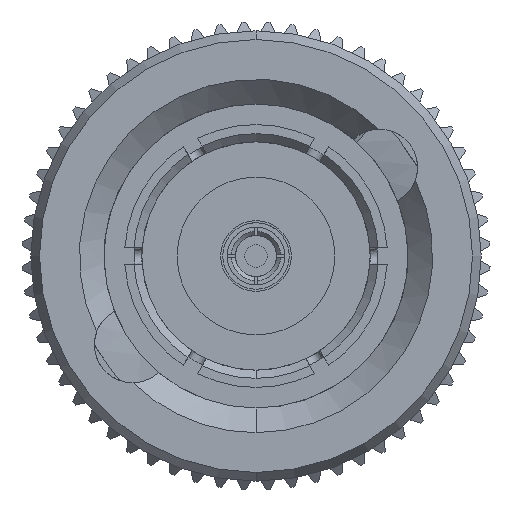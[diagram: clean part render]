
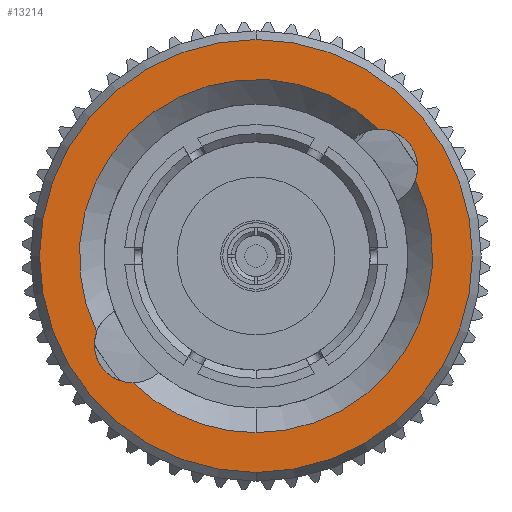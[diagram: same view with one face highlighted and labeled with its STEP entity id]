
A CAD part, left-side view. The second image highlights one B-rep face of the part: STEP entity #13214.
In plain terms, the highlighted planar face has unit normal (-1, 0, 0).
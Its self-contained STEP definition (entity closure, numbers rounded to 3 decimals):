
#248 = ORIENTED_EDGE ( 'NONE', *, *, #8698, .T. ) ;
#956 = VERTEX_POINT ( 'NONE', #23424 ) ;
#1461 = DIRECTION ( 'NONE',  ( 0., 0., 1. ) ) ;
#1486 = EDGE_CURVE ( 'NONE', #1997, #21808, #23268, .T. ) ;
#1784 = CARTESIAN_POINT ( 'NONE',  ( 8.604, 0., 0. ) ) ;
#1997 = VERTEX_POINT ( 'NONE', #14051 ) ;
#2108 = CARTESIAN_POINT ( 'NONE',  ( 8.604, 0., 0. ) ) ;
#2206 = CIRCLE ( 'NONE', #15191, 5.46 ) ;
#3156 = CIRCLE ( 'NONE', #5122, 5.46 ) ;
#3627 = VERTEX_POINT ( 'NONE', #5783 ) ;
#4113 = CARTESIAN_POINT ( 'NONE',  ( 8.604, 0., 0. ) ) ;
#4498 = EDGE_CURVE ( 'NONE', #956, #3627, #24320, .T. ) ;
#5122 = AXIS2_PLACEMENT_3D ( 'NONE', #21784, #19804, #6533 ) ;
#5187 = AXIS2_PLACEMENT_3D ( 'NONE', #22723, #20885, #22847 ) ;
#5494 = DIRECTION ( 'NONE',  ( 1., 0., 0. ) ) ;
#5783 = CARTESIAN_POINT ( 'NONE',  ( 8.604, 0., 6.69 ) ) ;
#6388 = FACE_OUTER_BOUND ( 'NONE', #17410, .T. ) ;
#6533 = DIRECTION ( 'NONE',  ( 0., 0., 1. ) ) ;
#6927 = VERTEX_POINT ( 'NONE', #23409 ) ;
#7094 = ORIENTED_EDGE ( 'NONE', *, *, #19868, .T. ) ;
#7262 = CARTESIAN_POINT ( 'NONE',  ( 8.604, 0., 0. ) ) ;
#7463 = DIRECTION ( 'NONE',  ( 1., 0., 0. ) ) ;
#7500 = ORIENTED_EDGE ( 'NONE', *, *, #1486, .T. ) ;
#7609 = ORIENTED_EDGE ( 'NONE', *, *, #22131, .T. ) ;
#7880 = CARTESIAN_POINT ( 'NONE',  ( 8.604, 3.815, -3.92 ) ) ;
#8064 = CARTESIAN_POINT ( 'NONE',  ( 8.604, -3.8, 3.92 ) ) ;
#8577 = CIRCLE ( 'NONE', #13653, 1.18 ) ;
#8698 = EDGE_CURVE ( 'NONE', #21808, #18265, #22493, .T. ) ;
#9343 = EDGE_LOOP ( 'NONE', ( #12495, #7094, #7609, #17426, #7500, #248 ) ) ;
#9644 = DIRECTION ( 'NONE',  ( 1., 0., 0. ) ) ;
#11125 = EDGE_CURVE ( 'NONE', #3627, #956, #11973, .T. ) ;
#11521 = DIRECTION ( 'NONE',  ( 1., 0., 0. ) ) ;
#11973 = CIRCLE ( 'NONE', #12374, 6.69 ) ;
#12019 = DIRECTION ( 'NONE',  ( 1., 0., 0. ) ) ;
#12374 = AXIS2_PLACEMENT_3D ( 'NONE', #4113, #11521, #16927 ) ;
#12495 = ORIENTED_EDGE ( 'NONE', *, *, #21612, .T. ) ;
#12507 = FACE_BOUND ( 'NONE', #9343, .T. ) ;
#12995 = DIRECTION ( 'NONE',  ( 0., 0., -1. ) ) ;
#13054 = AXIS2_PLACEMENT_3D ( 'NONE', #22668, #18960, #22543 ) ;
#13214 = ADVANCED_FACE ( 'NONE', ( #6388, #12507 ), #20018, .F. ) ;
#13653 = AXIS2_PLACEMENT_3D ( 'NONE', #16438, #5494, #12995 ) ;
#14051 = CARTESIAN_POINT ( 'NONE',  ( 8.604, 3.8, -3.92 ) ) ;
#14320 = ORIENTED_EDGE ( 'NONE', *, *, #11125, .F. ) ;
#15191 = AXIS2_PLACEMENT_3D ( 'NONE', #2108, #9644, #23647 ) ;
#16364 = EDGE_CURVE ( 'NONE', #6927, #1997, #3156, .T. ) ;
#16414 = AXIS2_PLACEMENT_3D ( 'NONE', #1784, #7463, #22470 ) ;
#16438 = CARTESIAN_POINT ( 'NONE',  ( 8.604, -3.815, 2.74 ) ) ;
#16927 = DIRECTION ( 'NONE',  ( 0., 0., -1. ) ) ;
#17410 = EDGE_LOOP ( 'NONE', ( #23455, #14320 ) ) ;
#17426 = ORIENTED_EDGE ( 'NONE', *, *, #16364, .T. ) ;
#17864 = VERTEX_POINT ( 'NONE', #18217 ) ;
#17953 = AXIS2_PLACEMENT_3D ( 'NONE', #7262, #23988, #1461 ) ;
#18217 = CARTESIAN_POINT ( 'NONE',  ( 8.604, 0., 5.46 ) ) ;
#18265 = VERTEX_POINT ( 'NONE', #22585 ) ;
#18960 = DIRECTION ( 'NONE',  ( 1., 0., 0. ) ) ;
#19658 = DIRECTION ( 'NONE',  ( 0., 0., -1. ) ) ;
#19804 = DIRECTION ( 'NONE',  ( 1., 0., 0. ) ) ;
#19868 = EDGE_CURVE ( 'NONE', #17864, #23200, #2206, .T. ) ;
#20018 = PLANE ( 'NONE',  #20668 ) ;
#20668 = AXIS2_PLACEMENT_3D ( 'NONE', #21388, #12019, #19658 ) ;
#20885 = DIRECTION ( 'NONE',  ( 1., 0., 0. ) ) ;
#21388 = CARTESIAN_POINT ( 'NONE',  ( 8.604, 0., -6.69 ) ) ;
#21612 = EDGE_CURVE ( 'NONE', #18265, #17864, #23848, .T. ) ;
#21784 = CARTESIAN_POINT ( 'NONE',  ( 8.604, 0., 0. ) ) ;
#21808 = VERTEX_POINT ( 'NONE', #7880 ) ;
#22131 = EDGE_CURVE ( 'NONE', #23200, #6927, #8577, .T. ) ;
#22470 = DIRECTION ( 'NONE',  ( 0., 0., -1. ) ) ;
#22493 = CIRCLE ( 'NONE', #13054, 1.18 ) ;
#22543 = DIRECTION ( 'NONE',  ( 0., 0., -1. ) ) ;
#22585 = CARTESIAN_POINT ( 'NONE',  ( 8.604, 4.928, -2.349 ) ) ;
#22668 = CARTESIAN_POINT ( 'NONE',  ( 8.604, 3.815, -2.74 ) ) ;
#22723 = CARTESIAN_POINT ( 'NONE',  ( 8.604, 3.815, -2.74 ) ) ;
#22847 = DIRECTION ( 'NONE',  ( 0., 0., -1. ) ) ;
#23200 = VERTEX_POINT ( 'NONE', #8064 ) ;
#23268 = CIRCLE ( 'NONE', #5187, 1.18 ) ;
#23409 = CARTESIAN_POINT ( 'NONE',  ( 8.604, -4.928, 2.349 ) ) ;
#23424 = CARTESIAN_POINT ( 'NONE',  ( 8.604, 0., -6.69 ) ) ;
#23455 = ORIENTED_EDGE ( 'NONE', *, *, #4498, .F. ) ;
#23647 = DIRECTION ( 'NONE',  ( 0., 0., 1. ) ) ;
#23848 = CIRCLE ( 'NONE', #17953, 5.46 ) ;
#23988 = DIRECTION ( 'NONE',  ( 1., 0., 0. ) ) ;
#24320 = CIRCLE ( 'NONE', #16414, 6.69 ) ;
